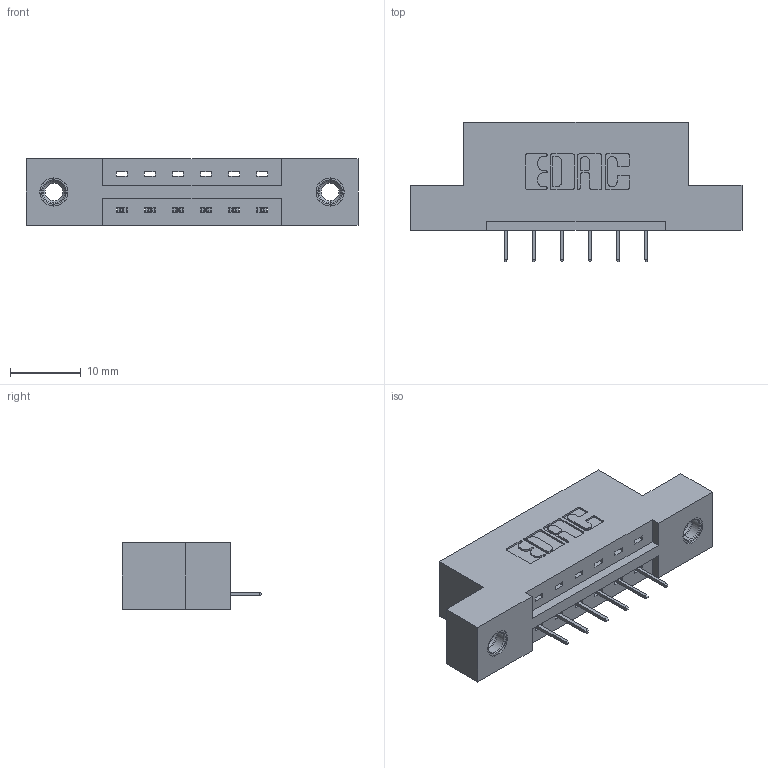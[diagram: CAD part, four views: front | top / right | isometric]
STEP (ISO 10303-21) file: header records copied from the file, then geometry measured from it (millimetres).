
FILE_DESCRIPTION (( 'STEP AP203' ), '1' );
FILE_NAME ('387-006-524-107.STEP', '2018-08-13T03:24:02', ( '' ), ( '' ), 'SwSTEP 2.0', 'SolidWorks 2016', '' );
FILE_SCHEMA (( 'CONFIG_CONTROL_DESIGN' ));
Length unit declared in the file: inch
Products named in the file (4): 337 Part_Flush Mounting Lugs - 0.156 Dia-TI; 345-292-001_345-293-124; 345-250-001_345-250-005-103; 387-006-524-107
Assembly tree (9 placements, depth 2):
  387-006-524-107
    337 Part_Flush Mounting Lugs - 0.156 Dia-TI
    345-292-001_345-293-124  x6
    345-250-001_345-250-005-103  x2
Bounding box: 46.79 x 19.69 x 9.4 mm (x, y, z)
Volume: 4375 mm3; surface area: 4278.8 mm2
Topology: 9 solids, 9 shells, 570 faces, 1599 edges, 1034 vertices
Faces by surface type: plane 414, cylinder 140, cone 12, torus 4
Entity records: 10376 total; most frequent: CARTESIAN_POINT 1783, ORIENTED_EDGE 1718, DIRECTION 1609, EDGE_CURVE 859, VECTOR 715, LINE 715, VERTEX_POINT 564, AXIS2_PLACEMENT_3D 447
